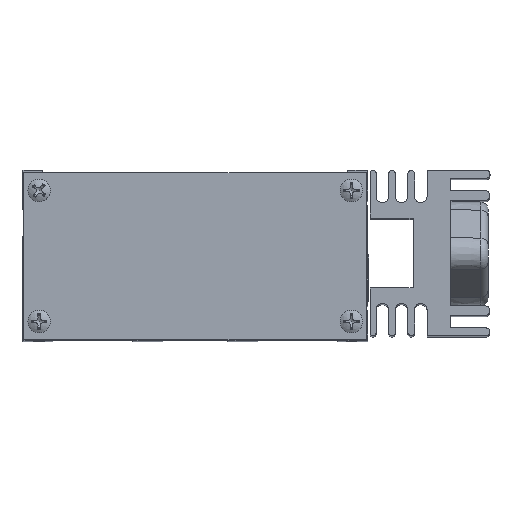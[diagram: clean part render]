
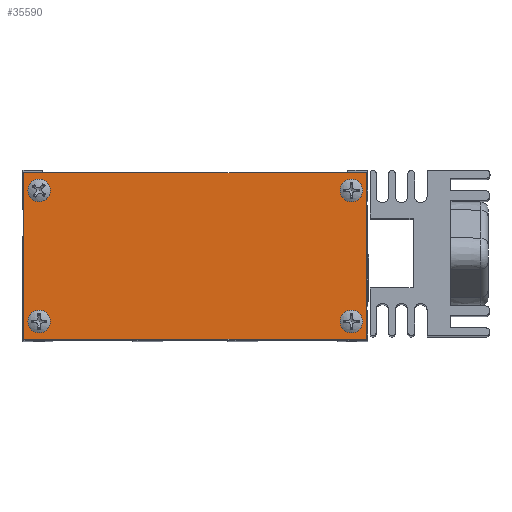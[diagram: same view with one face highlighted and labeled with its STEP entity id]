
A CAD part, top view. The second image highlights one B-rep face of the part: STEP entity #35590.
In plain terms, the highlighted planar face has unit normal (0, 0, 1).
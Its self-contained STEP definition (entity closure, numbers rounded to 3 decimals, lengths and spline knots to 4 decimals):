
#1180=PLANE('',#37979);
#2630=LINE('',#49538,#6319);
#2634=LINE('',#49546,#6323);
#2637=LINE('',#49552,#6326);
#2640=LINE('',#49557,#6329);
#6319=VECTOR('',#40708,0.3937);
#6323=VECTOR('',#40714,0.3937);
#6326=VECTOR('',#40719,0.3937);
#6329=VECTOR('',#40724,0.3937);
#9978=FACE_BOUND('',#13169,.T.);
#9979=FACE_BOUND('',#13170,.T.);
#9980=FACE_BOUND('',#13171,.T.);
#9981=FACE_BOUND('',#13172,.T.);
#10525=CIRCLE('',#37963,0.0859);
#10527=CIRCLE('',#37966,0.0859);
#10529=CIRCLE('',#37969,0.0859);
#10531=CIRCLE('',#37972,0.0859);
#11203=FACE_OUTER_BOUND('',#13168,.T.);
#13168=EDGE_LOOP('',(#25419,#25420,#25421,#25422));
#13169=EDGE_LOOP('',(#25423));
#13170=EDGE_LOOP('',(#25424));
#13171=EDGE_LOOP('',(#25425));
#13172=EDGE_LOOP('',(#25426));
#16360=VERTEX_POINT('',#49516);
#16362=VERTEX_POINT('',#49521);
#16364=VERTEX_POINT('',#49526);
#16366=VERTEX_POINT('',#49531);
#16368=VERTEX_POINT('',#49536);
#16369=VERTEX_POINT('',#49537);
#16372=VERTEX_POINT('',#49545);
#16374=VERTEX_POINT('',#49551);
#19948=EDGE_CURVE('',#16360,#16360,#10525,.T.);
#19950=EDGE_CURVE('',#16362,#16362,#10527,.T.);
#19952=EDGE_CURVE('',#16364,#16364,#10529,.T.);
#19954=EDGE_CURVE('',#16366,#16366,#10531,.T.);
#19956=EDGE_CURVE('',#16368,#16369,#2630,.T.);
#19960=EDGE_CURVE('',#16369,#16372,#2634,.T.);
#19963=EDGE_CURVE('',#16372,#16374,#2637,.T.);
#19966=EDGE_CURVE('',#16374,#16368,#2640,.T.);
#25419=ORIENTED_EDGE('',*,*,#19956,.F.);
#25420=ORIENTED_EDGE('',*,*,#19966,.F.);
#25421=ORIENTED_EDGE('',*,*,#19963,.F.);
#25422=ORIENTED_EDGE('',*,*,#19960,.F.);
#25423=ORIENTED_EDGE('',*,*,#19948,.T.);
#25424=ORIENTED_EDGE('',*,*,#19950,.T.);
#25425=ORIENTED_EDGE('',*,*,#19952,.T.);
#25426=ORIENTED_EDGE('',*,*,#19954,.T.);
#35590=ADVANCED_FACE('',(#11203,#9978,#9979,#9980,#9981),#1180,.T.);
#37963=AXIS2_PLACEMENT_3D('',#49517,#40684,#40685);
#37966=AXIS2_PLACEMENT_3D('',#49522,#40690,#40691);
#37969=AXIS2_PLACEMENT_3D('',#49527,#40696,#40697);
#37972=AXIS2_PLACEMENT_3D('',#49532,#40702,#40703);
#37979=AXIS2_PLACEMENT_3D('',#49560,#40728,#40729);
#40684=DIRECTION('center_axis',(0.,0.,-1.));
#40685=DIRECTION('ref_axis',(-1.,0.,0.));
#40690=DIRECTION('center_axis',(0.,0.,-1.));
#40691=DIRECTION('ref_axis',(-1.,0.,0.));
#40696=DIRECTION('center_axis',(0.,0.,-1.));
#40697=DIRECTION('ref_axis',(-1.,0.,0.));
#40702=DIRECTION('center_axis',(0.,0.,-1.));
#40703=DIRECTION('ref_axis',(-1.,0.,0.));
#40708=DIRECTION('',(0.,1.,0.));
#40714=DIRECTION('',(1.,0.,0.));
#40719=DIRECTION('',(0.,-1.,0.));
#40724=DIRECTION('',(-1.,0.,0.));
#40728=DIRECTION('center_axis',(0.,0.,1.));
#40729=DIRECTION('ref_axis',(1.,0.,0.));
#49516=CARTESIAN_POINT('',(3.3669,0.18,0.063));
#49517=CARTESIAN_POINT('Origin',(3.281,0.18,0.063));
#49521=CARTESIAN_POINT('',(3.3669,1.492,0.063));
#49522=CARTESIAN_POINT('Origin',(3.281,1.492,0.063));
#49526=CARTESIAN_POINT('',(0.2419,0.18,0.063));
#49527=CARTESIAN_POINT('Origin',(0.156,0.18,0.063));
#49531=CARTESIAN_POINT('',(0.2419,1.492,0.063));
#49532=CARTESIAN_POINT('Origin',(0.156,1.492,0.063));
#49536=CARTESIAN_POINT('',(0.,0.,0.063));
#49537=CARTESIAN_POINT('',(0.,1.671,0.063));
#49538=CARTESIAN_POINT('',(0.,1.671,0.063));
#49545=CARTESIAN_POINT('',(3.43,1.671,0.063));
#49546=CARTESIAN_POINT('',(3.43,1.671,0.063));
#49551=CARTESIAN_POINT('',(3.43,0.,0.063));
#49552=CARTESIAN_POINT('',(3.43,0.,0.063));
#49557=CARTESIAN_POINT('',(0.,0.,0.063));
#49560=CARTESIAN_POINT('Origin',(1.715,0.8355,0.063));
